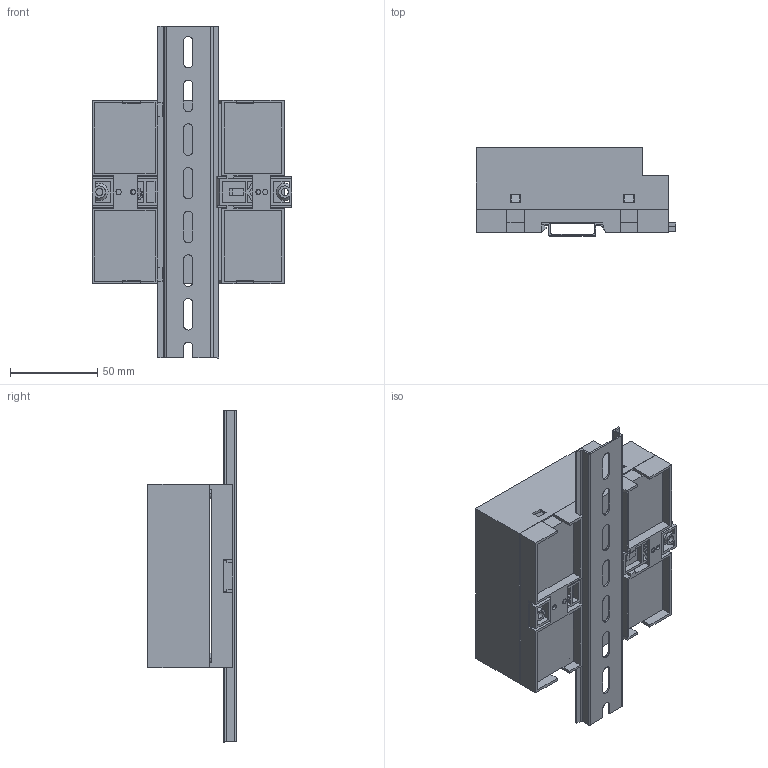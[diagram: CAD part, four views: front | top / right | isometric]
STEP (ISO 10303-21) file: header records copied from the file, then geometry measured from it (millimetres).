
FILE_DESCRIPTION (( 'STEP AP214' ), '1' );
FILE_NAME ('CEB-105-01.STEP', '2022-01-24T10:32:34', ( '' ), ( '' ), 'SwSTEP 2.0', 'SolidWorks 2017', '' );
FILE_SCHEMA (( 'AUTOMOTIVE_DESIGN' ));
Length unit declared in the file: millimetre
Products named in the file (16): Screw-small; TopCover-CEBC-105; BasePCB-CEBP-105-01; CEB-105-01; Clip-Small; Body-105; Rail-35-190mm; Clip-Big
Assembly tree (8 placements, depth 2):
  Screw-small
  BasePCB-CEBP-105-01
  CEB-105-01
    Body-105
    Clip-Big
    Clip-Small
    BasePCB-CEBP-105-01
    Screw-small  x2
    Rail-35-190mm
    TopCover-CEBC-105
  Body-105
  Clip-Big
Bounding box: 114.3 x 50.55 x 190 mm (x, y, z)
Volume: 90471 mm3; surface area: 129594.9 mm2
Topology: 8 solids, 8 shells, 624 faces, 1800 edges, 1182 vertices
Faces by surface type: plane 436, cylinder 162, cone 20, torus 6
Entity records: 20203 total; most frequent: CARTESIAN_POINT 3571, ORIENTED_EDGE 3450, DIRECTION 3239, EDGE_CURVE 1725, LINE 1369, VECTOR 1369, VERTEX_POINT 1135, AXIS2_PLACEMENT_3D 935
